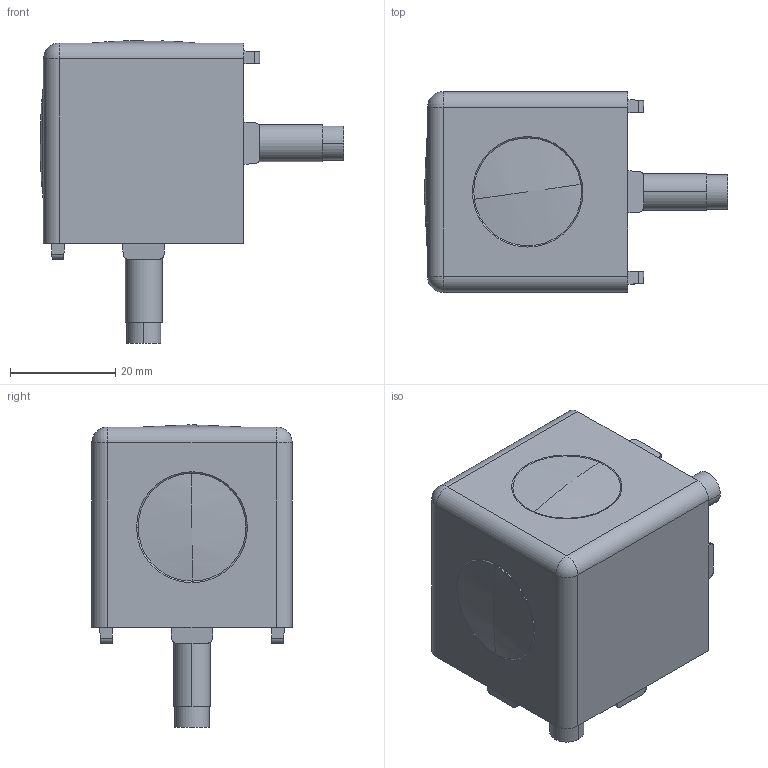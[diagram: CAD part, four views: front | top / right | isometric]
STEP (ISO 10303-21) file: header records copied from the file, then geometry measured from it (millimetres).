
FILE_DESCRIPTION (( 'STEP AP203' ), '1' );
FILE_NAME ('148954.step', '2025-02-27T18:17:29', ( '' ), ( '' ), 'SwSTEP 2.0', 'SolidWorks 2024', '' );
FILE_SCHEMA (( 'CONFIG_CONTROL_DESIGN' ));
Length unit declared in the file: inch
Products named in the file (1): 148954
Bounding box: 57.72 x 38.1 x 57.56 mm (x, y, z)
Volume: 43162.7 mm3; surface area: 17439.1 mm2
Topology: 5 solids, 5 shells, 490 faces, 1260 edges, 784 vertices
Faces by surface type: plane 296, cylinder 108, sphere 32, cone 28, torus 22, bspline 4
Entity records: 16024 total; most frequent: CARTESIAN_POINT 4404, ORIENTED_EDGE 2492, DIRECTION 2406, EDGE_CURVE 1246, AXIS2_PLACEMENT_3D 877, VERTEX_POINT 782, LINE 652, VECTOR 652
